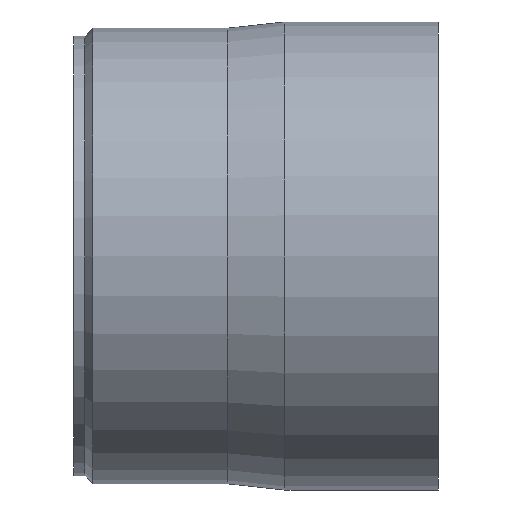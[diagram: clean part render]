
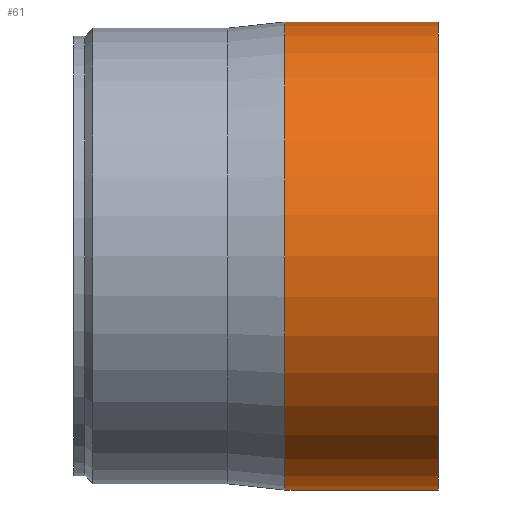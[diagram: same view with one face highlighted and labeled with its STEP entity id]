
A CAD part, front view. The second image highlights one B-rep face of the part: STEP entity #61.
In plain terms, the highlighted cylindrical face has radius 56.5 mm (diameter 113 mm), a full revolution.
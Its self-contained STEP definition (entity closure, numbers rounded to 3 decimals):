
#61 = ADVANCED_FACE( '', ( #128, #129 ), #130, .T. );
#128 = FACE_OUTER_BOUND( '', #187, .T. );
#129 = FACE_OUTER_BOUND( '', #188, .T. );
#130 = CYLINDRICAL_SURFACE( '', #189, 56.5 );
#187 = EDGE_LOOP( '', ( #264 ) );
#188 = EDGE_LOOP( '', ( #265 ) );
#189 = AXIS2_PLACEMENT_3D( '', #266, #267, #268 );
#264 = ORIENTED_EDGE( '', *, *, #271, .T. );
#265 = ORIENTED_EDGE( '', *, *, #276, .F. );
#266 = CARTESIAN_POINT( '', ( 37., 0., 0. ) );
#267 = DIRECTION( '', ( -1., 0., 0. ) );
#268 = DIRECTION( '', ( 0., 0., -1. ) );
#271 = EDGE_CURVE( '', #298, #298, #299, .T. );
#276 = EDGE_CURVE( '', #306, #306, #307, .T. );
#298 = VERTEX_POINT( '', #337 );
#299 = CIRCLE( '', #338, 56.5 );
#306 = VERTEX_POINT( '', #345 );
#307 = CIRCLE( '', #346, 56.5 );
#337 = CARTESIAN_POINT( '', ( 0., 0., -56.5 ) );
#338 = AXIS2_PLACEMENT_3D( '', #376, #377, #378 );
#345 = CARTESIAN_POINT( '', ( 37., 0., -56.5 ) );
#346 = AXIS2_PLACEMENT_3D( '', #385, #386, #387 );
#376 = CARTESIAN_POINT( '', ( 0., 0., 0. ) );
#377 = DIRECTION( '', ( 1., 0., 0. ) );
#378 = DIRECTION( '', ( 0., 0., -1. ) );
#385 = CARTESIAN_POINT( '', ( 37., 0., 0. ) );
#386 = DIRECTION( '', ( 1., 0., 0. ) );
#387 = DIRECTION( '', ( 0., 0., -1. ) );
